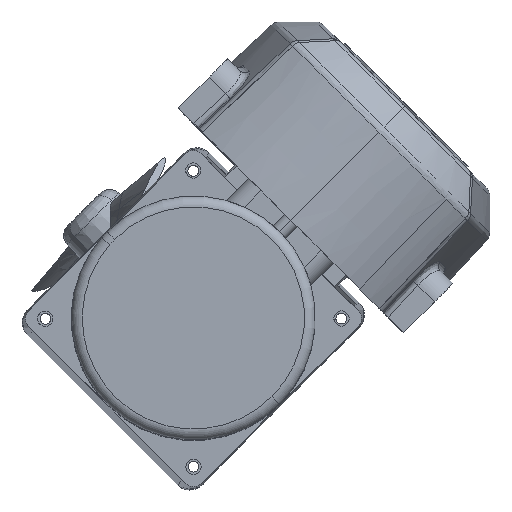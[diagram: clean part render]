
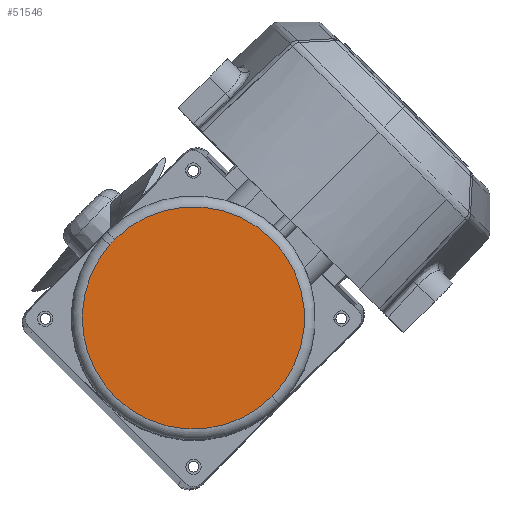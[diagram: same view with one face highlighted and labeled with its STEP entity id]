
A CAD part, top view. The second image highlights one B-rep face of the part: STEP entity #51546.
In plain terms, the highlighted planar face has unit normal (0, 0, 1).
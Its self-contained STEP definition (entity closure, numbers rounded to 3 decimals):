
#50695=CARTESIAN_POINT('Vertex',(-36.086,36.039,-24.5)) ;
#50698=CARTESIAN_POINT('Axis2P3D Location',(0.,0.,-24.5)) ;
#50702=CARTESIAN_POINT('Vertex',(36.086,-36.039,-24.5)) ;
#51102=CARTESIAN_POINT('Vertex',(-38.341,33.63,-24.5)) ;
#51105=CARTESIAN_POINT('Axis2P3D Location',(0.,0.,-24.5)) ;
#51122=CARTESIAN_POINT('Axis2P3D Location',(0.,0.,-24.5)) ;
#51536=CARTESIAN_POINT('Axis2P3D Location',(0.,0.,-24.5)) ;
#50699=DIRECTION('Axis2P3D Direction',(0.,0.,-1.)) ;
#51106=DIRECTION('Axis2P3D Direction',(0.,0.,-1.)) ;
#51123=DIRECTION('Axis2P3D Direction',(0.,0.,-1.)) ;
#51537=DIRECTION('Axis2P3D Direction',(0.,0.,-1.)) ;
#51538=DIRECTION('Axis2P3D XDirection',(-0.708,0.707,0.)) ;
#50700=AXIS2_PLACEMENT_3D('Circle Axis2P3D',#50698,#50699,$) ;
#51107=AXIS2_PLACEMENT_3D('Circle Axis2P3D',#51105,#51106,$) ;
#51124=AXIS2_PLACEMENT_3D('Circle Axis2P3D',#51122,#51123,$) ;
#51539=AXIS2_PLACEMENT_3D('Plane Axis2P3D',#51536,#51537,#51538) ;
#51542=ORIENTED_EDGE('',*,*,#51126,.F.) ;
#51543=ORIENTED_EDGE('',*,*,#51109,.F.) ;
#51544=ORIENTED_EDGE('',*,*,#50704,.F.) ;
#51546=ADVANCED_FACE('Part1.1',(#51545),#51540,.F.) ;
#50701=CIRCLE('generated circle',#50700,51.) ;
#51108=CIRCLE('generated circle',#51107,51.) ;
#51125=CIRCLE('generated circle',#51124,51.) ;
#50704=EDGE_CURVE('',#50696,#50703,#50701,.T.) ;
#51109=EDGE_CURVE('',#50703,#51103,#51108,.T.) ;
#51126=EDGE_CURVE('',#51103,#50696,#51125,.T.) ;
#51541=EDGE_LOOP('',(#51542,#51543,#51544)) ;
#51545=FACE_OUTER_BOUND('',#51541,.T.) ;
#51540=PLANE('',#51539) ;
#50696=VERTEX_POINT('',#50695) ;
#50703=VERTEX_POINT('',#50702) ;
#51103=VERTEX_POINT('',#51102) ;
